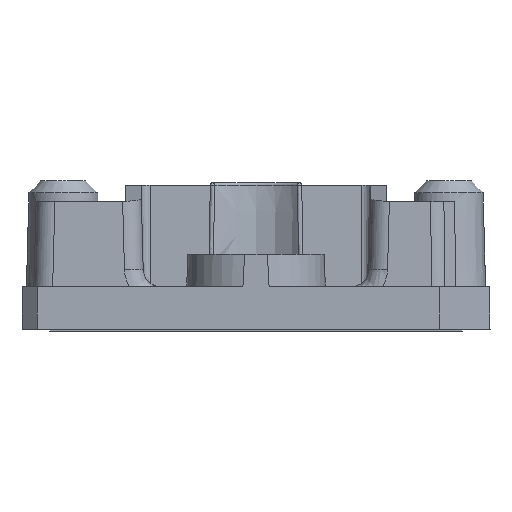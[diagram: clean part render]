
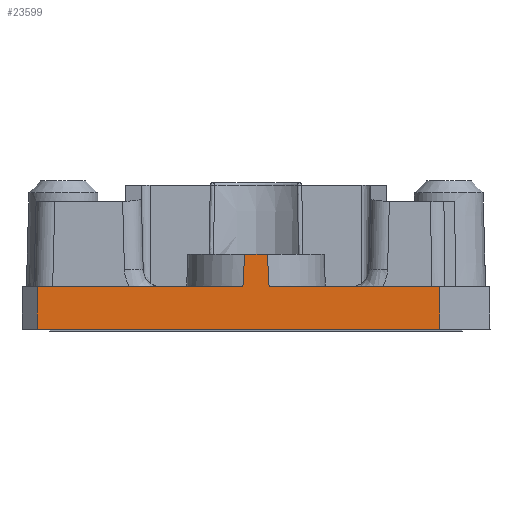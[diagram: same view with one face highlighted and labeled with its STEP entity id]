
A CAD part, left-side view. The second image highlights one B-rep face of the part: STEP entity #23599.
In plain terms, the highlighted planar face has unit normal (-1, 0, 0.018).
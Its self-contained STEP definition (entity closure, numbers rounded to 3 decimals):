
#1297=B_SPLINE_CURVE_WITH_KNOTS('',3,(#31320,#31321,#31322,#31323),
 .UNSPECIFIED.,.F.,.F.,(4,4),(0.,0.003),.UNSPECIFIED.);
#1302=B_SPLINE_CURVE_WITH_KNOTS('',3,(#31419,#31420,#31421,#31422),
 .UNSPECIFIED.,.F.,.F.,(4,4),(0.,0.003),.UNSPECIFIED.);
#2620=ORIENTED_EDGE('',*,*,#7453,.F.);
#2621=ORIENTED_EDGE('',*,*,#7454,.T.);
#2622=ORIENTED_EDGE('',*,*,#7342,.T.);
#2623=ORIENTED_EDGE('',*,*,#7410,.T.);
#2624=ORIENTED_EDGE('',*,*,#7455,.F.);
#2625=ORIENTED_EDGE('',*,*,#7411,.T.);
#2626=ORIENTED_EDGE('',*,*,#7326,.T.);
#2627=ORIENTED_EDGE('',*,*,#7452,.F.);
#7326=EDGE_CURVE('',#9842,#9843,#11512,.F.);
#7342=EDGE_CURVE('',#9857,#9856,#11520,.F.);
#7410=EDGE_CURVE('',#9856,#9886,#11566,.F.);
#7411=EDGE_CURVE('',#9887,#9842,#1297,.T.);
#7452=EDGE_CURVE('',#9913,#9843,#1302,.T.);
#7453=EDGE_CURVE('',#9914,#9913,#11589,.F.);
#7454=EDGE_CURVE('',#9914,#9857,#11590,.F.);
#7455=EDGE_CURVE('',#9887,#9886,#11591,.F.);
#9842=VERTEX_POINT('',#31080);
#9843=VERTEX_POINT('',#31082);
#9856=VERTEX_POINT('',#31145);
#9857=VERTEX_POINT('',#31147);
#9886=VERTEX_POINT('',#31317);
#9887=VERTEX_POINT('',#31324);
#9913=VERTEX_POINT('',#31418);
#9914=VERTEX_POINT('',#31425);
#11512=LINE('',#31083,#12914);
#11520=LINE('',#31146,#12922);
#11566=LINE('',#31318,#12968);
#11589=LINE('',#31424,#12991);
#11590=LINE('',#31426,#12992);
#11591=LINE('',#31427,#12993);
#12914=VECTOR('',#26450,1000.);
#12922=VECTOR('',#26476,1000.);
#12968=VECTOR('',#26616,1000.);
#12991=VECTOR('',#26699,1000.);
#12992=VECTOR('',#26700,1000.);
#12993=VECTOR('',#26701,1000.);
#14335=EDGE_LOOP('',(#2620,#2621,#2622,#2623,#2624,#2625,#2626,#2627));
#15387=FACE_BOUND('',#14335,.T.);
#16316=PLANE('',#24719);
#23599=ADVANCED_FACE('',(#15387),#16316,.T.);
#24719=AXIS2_PLACEMENT_3D('',#31423,#26697,#26698);
#26450=DIRECTION('',(0.,-1.,0.));
#26476=DIRECTION('',(0.,1.,0.));
#26616=DIRECTION('',(-0.017,-0.007,-1.));
#26697=DIRECTION('',(-1.,0.,0.017));
#26698=DIRECTION('',(0.017,0.,1.));
#26699=DIRECTION('',(0.,1.,0.));
#26700=DIRECTION('',(0.017,-0.017,1.));
#26701=DIRECTION('',(0.,1.,0.));
#31080=CARTESIAN_POINT('',(-40.895,-0.913,6.));
#31082=CARTESIAN_POINT('',(-40.895,0.913,6.));
#31083=CARTESIAN_POINT('',(-40.895,0.,6.));
#31145=CARTESIAN_POINT('',(-41.,-14.7,0.));
#31146=CARTESIAN_POINT('',(-41.,0.,0.));
#31147=CARTESIAN_POINT('',(-41.,17.49,0.));
#31317=CARTESIAN_POINT('',(-40.941,-14.675,3.4));
#31318=CARTESIAN_POINT('',(-40.998,-14.699,0.134));
#31320=CARTESIAN_POINT('',(-40.941,-1.044,3.4));
#31321=CARTESIAN_POINT('',(-40.926,-1.003,4.267));
#31322=CARTESIAN_POINT('',(-40.91,-0.959,5.133));
#31323=CARTESIAN_POINT('',(-40.895,-0.913,6.));
#31324=CARTESIAN_POINT('',(-40.941,-1.044,3.4));
#31418=CARTESIAN_POINT('',(-40.941,1.044,3.4));
#31419=CARTESIAN_POINT('',(-40.941,1.044,3.4));
#31420=CARTESIAN_POINT('',(-40.926,1.003,4.267));
#31421=CARTESIAN_POINT('',(-40.91,0.959,5.133));
#31422=CARTESIAN_POINT('',(-40.895,0.913,6.));
#31423=CARTESIAN_POINT('',(-41.,0.,0.));
#31424=CARTESIAN_POINT('',(-40.941,0.,3.4));
#31425=CARTESIAN_POINT('',(-40.941,17.43,3.4));
#31426=CARTESIAN_POINT('',(-40.995,17.484,0.305));
#31427=CARTESIAN_POINT('',(-40.941,0.,3.4));
